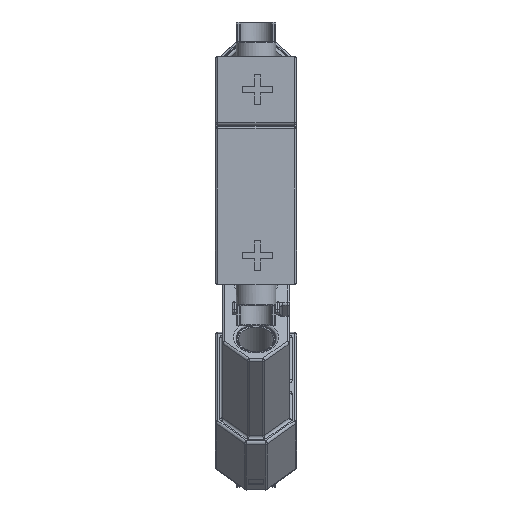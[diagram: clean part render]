
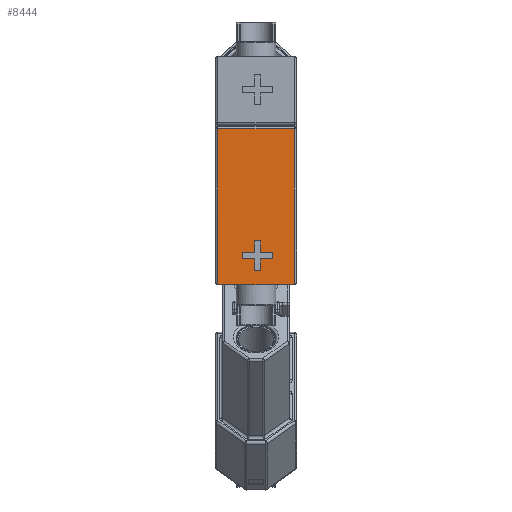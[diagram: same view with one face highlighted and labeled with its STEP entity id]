
A CAD part, front view. The second image highlights one B-rep face of the part: STEP entity #8444.
In plain terms, the highlighted planar face has unit normal (0, -1, 0).
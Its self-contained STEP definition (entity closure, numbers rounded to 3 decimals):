
#297=CARTESIAN_POINT('',(4.56,0.,1.391));
#298=VERTEX_POINT('',#297);
#305=CARTESIAN_POINT('',(4.56,0.,2.585));
#306=VERTEX_POINT('',#305);
#307=CARTESIAN_POINT('',(4.56,0.,2.585));
#308=DIRECTION('',(0.0,0.0,-1.0));
#309=VECTOR('',#308,1.194);
#310=LINE('',#307,#309);
#311=EDGE_CURVE('',#306,#298,#310,.T.);
#335=CARTESIAN_POINT('',(3.939,0.,1.391));
#336=VERTEX_POINT('',#335);
#343=CARTESIAN_POINT('',(4.56,0.,1.391));
#344=DIRECTION('',(-1.0,0.0,0.0));
#345=VECTOR('',#344,0.621);
#346=LINE('',#343,#345);
#347=EDGE_CURVE('',#298,#336,#346,.T.);
#366=CARTESIAN_POINT('',(3.939,0.,2.585));
#367=VERTEX_POINT('',#366);
#374=CARTESIAN_POINT('',(3.939,0.,1.391));
#375=DIRECTION('',(0.0,0.0,1.0));
#376=VECTOR('',#375,1.194);
#377=LINE('',#374,#376);
#378=EDGE_CURVE('',#336,#367,#377,.T.);
#397=CARTESIAN_POINT('',(2.737,0.,2.585));
#398=VERTEX_POINT('',#397);
#405=CARTESIAN_POINT('',(3.939,0.,2.585));
#406=DIRECTION('',(-1.0,0.0,0.0));
#407=VECTOR('',#406,1.203);
#408=LINE('',#405,#407);
#409=EDGE_CURVE('',#367,#398,#408,.T.);
#428=CARTESIAN_POINT('',(2.737,0.,3.192));
#429=VERTEX_POINT('',#428);
#436=CARTESIAN_POINT('',(2.737,0.,2.585));
#437=DIRECTION('',(0.0,0.0,1.0));
#438=VECTOR('',#437,0.607);
#439=LINE('',#436,#438);
#440=EDGE_CURVE('',#398,#429,#439,.T.);
#459=CARTESIAN_POINT('',(3.939,0.,3.192));
#460=VERTEX_POINT('',#459);
#467=CARTESIAN_POINT('',(2.737,0.,3.192));
#468=DIRECTION('',(1.0,0.0,0.0));
#469=VECTOR('',#468,1.203);
#470=LINE('',#467,#469);
#471=EDGE_CURVE('',#429,#460,#470,.T.);
#490=CARTESIAN_POINT('',(3.939,0.,4.386));
#491=VERTEX_POINT('',#490);
#498=CARTESIAN_POINT('',(3.939,0.,3.192));
#499=DIRECTION('',(0.0,0.0,1.0));
#500=VECTOR('',#499,1.194);
#501=LINE('',#498,#500);
#502=EDGE_CURVE('',#460,#491,#501,.T.);
#521=CARTESIAN_POINT('',(4.56,0.,4.386));
#522=VERTEX_POINT('',#521);
#529=CARTESIAN_POINT('',(3.939,0.,4.386));
#530=DIRECTION('',(1.0,0.0,0.0));
#531=VECTOR('',#530,0.621);
#532=LINE('',#529,#531);
#533=EDGE_CURVE('',#491,#522,#532,.T.);
#552=CARTESIAN_POINT('',(4.56,0.,3.192));
#553=VERTEX_POINT('',#552);
#560=CARTESIAN_POINT('',(4.56,0.,4.386));
#561=DIRECTION('',(0.0,0.0,-1.0));
#562=VECTOR('',#561,1.194);
#563=LINE('',#560,#562);
#564=EDGE_CURVE('',#522,#553,#563,.T.);
#583=CARTESIAN_POINT('',(5.763,0.,3.192));
#584=VERTEX_POINT('',#583);
#591=CARTESIAN_POINT('',(4.56,0.,3.192));
#592=DIRECTION('',(1.0,0.0,0.0));
#593=VECTOR('',#592,1.203);
#594=LINE('',#591,#593);
#595=EDGE_CURVE('',#553,#584,#594,.T.);
#614=CARTESIAN_POINT('',(5.763,0.,2.585));
#615=VERTEX_POINT('',#614);
#622=CARTESIAN_POINT('',(5.763,0.,3.192));
#623=DIRECTION('',(0.0,0.0,-1.0));
#624=VECTOR('',#623,0.607);
#625=LINE('',#622,#624);
#626=EDGE_CURVE('',#584,#615,#625,.T.);
#644=CARTESIAN_POINT('',(5.763,0.,2.585));
#645=DIRECTION('',(-1.0,0.0,0.0));
#646=VECTOR('',#645,1.203);
#647=LINE('',#644,#646);
#648=EDGE_CURVE('',#615,#306,#647,.T.);
#709=CARTESIAN_POINT('',(0.25,0.,0.0));
#710=VERTEX_POINT('',#709);
#741=CARTESIAN_POINT('',(7.878,0.,0.0));
#742=VERTEX_POINT('',#741);
#749=CARTESIAN_POINT('',(0.25,0.,0.0));
#750=DIRECTION('',(1.0,0.0,0.0));
#751=VECTOR('',#750,7.628);
#752=LINE('',#749,#751);
#753=EDGE_CURVE('',#710,#742,#752,.T.);
#3556=CARTESIAN_POINT('',(0.25,0.,15.625));
#3557=VERTEX_POINT('',#3556);
#3580=CARTESIAN_POINT('',(0.25,0.0,0.0));
#3581=DIRECTION('',(0.0,0.0,1.0));
#3582=VECTOR('',#3581,15.625);
#3583=LINE('',#3580,#3582);
#3584=EDGE_CURVE('',#710,#3557,#3583,.T.);
#3687=CARTESIAN_POINT('',(7.878,0.0,15.625));
#3688=VERTEX_POINT('',#3687);
#3722=CARTESIAN_POINT('',(7.878,0.0,15.625));
#3723=DIRECTION('',(0.0,0.0,-1.0));
#3724=VECTOR('',#3723,15.625);
#3725=LINE('',#3722,#3724);
#3726=EDGE_CURVE('',#3688,#742,#3725,.T.);
#3827=CARTESIAN_POINT('',(0.25,0.,15.625));
#3828=DIRECTION('',(1.0,0.0,0.0));
#3829=VECTOR('',#3828,7.628);
#3830=LINE('',#3827,#3829);
#3831=EDGE_CURVE('',#3557,#3688,#3830,.T.);
#8419=CARTESIAN_POINT('',(8.128,0.,0.0));
#8420=DIRECTION('',(0.0,-1.0,0.0));
#8421=DIRECTION('',(0.0,0.0,-1.0));
#8422=AXIS2_PLACEMENT_3D('',#8419,#8420,#8421);
#8423=PLANE('',#8422);
#8424=ORIENTED_EDGE('',*,*,#3584,.F.);
#8425=ORIENTED_EDGE('',*,*,#753,.T.);
#8426=ORIENTED_EDGE('',*,*,#3726,.F.);
#8427=ORIENTED_EDGE('',*,*,#3831,.F.);
#8428=EDGE_LOOP('',(#8424,#8425,#8426,#8427));
#8429=FACE_OUTER_BOUND('',#8428,.T.);
#8430=ORIENTED_EDGE('',*,*,#311,.T.);
#8431=ORIENTED_EDGE('',*,*,#347,.T.);
#8432=ORIENTED_EDGE('',*,*,#378,.T.);
#8433=ORIENTED_EDGE('',*,*,#409,.T.);
#8434=ORIENTED_EDGE('',*,*,#440,.T.);
#8435=ORIENTED_EDGE('',*,*,#471,.T.);
#8436=ORIENTED_EDGE('',*,*,#502,.T.);
#8437=ORIENTED_EDGE('',*,*,#533,.T.);
#8438=ORIENTED_EDGE('',*,*,#564,.T.);
#8439=ORIENTED_EDGE('',*,*,#595,.T.);
#8440=ORIENTED_EDGE('',*,*,#626,.T.);
#8441=ORIENTED_EDGE('',*,*,#648,.T.);
#8442=EDGE_LOOP('',(#8430,#8431,#8432,#8433,#8434,#8435,#8436,#8437,#8438,#8439,#8440,#8441));
#8443=FACE_BOUND('',#8442,.T.);
#8444=ADVANCED_FACE('',(#8429,#8443),#8423,.T.);
